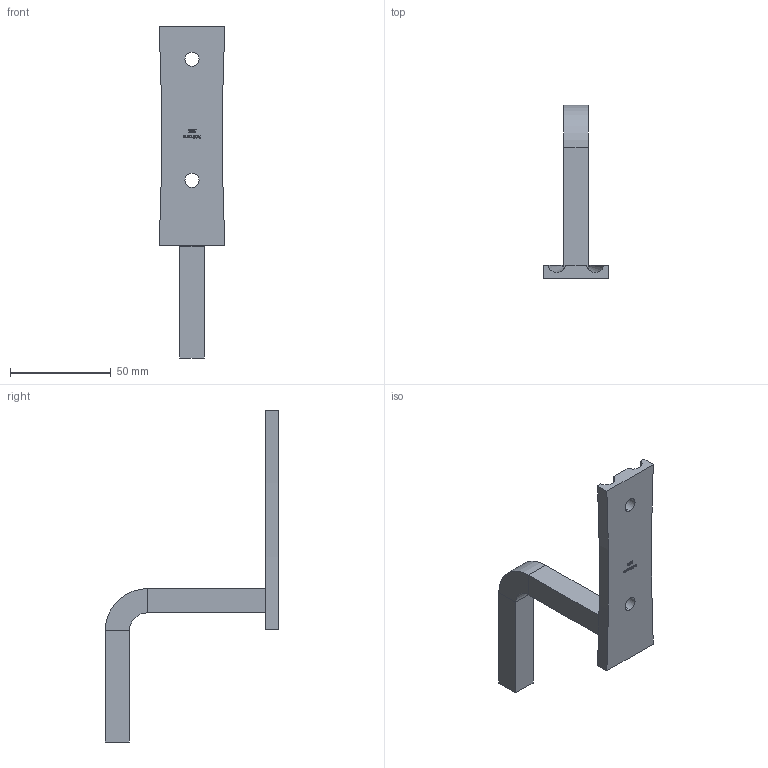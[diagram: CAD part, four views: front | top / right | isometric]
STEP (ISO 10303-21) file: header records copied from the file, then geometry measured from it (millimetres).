
FILE_DESCRIPTION (( 'STEP AP203' ), '1' );
FILE_NAME ('2501.step', '2015-09-17T14:55:40', ( '' ), ( '' ), 'SwSTEP 2.0', 'SolidWorks 2015', '' );
FILE_SCHEMA (( 'CONFIG_CONTROL_DESIGN' ));
Length unit declared in the file: millimetre
Products named in the file (1): 2501
Bounding box: 32.5 x 86 x 164.5 mm (x, y, z)
Volume: 40039.6 mm3; surface area: 15456.9 mm2
Topology: 1 solids, 1 shells, 186 faces, 493 edges, 326 vertices
Faces by surface type: plane 103, bspline 71, cylinder 8, cone 4
Entity records: 9632 total; most frequent: CARTESIAN_POINT 5417, ORIENTED_EDGE 986, DIRECTION 593, EDGE_CURVE 493, VERTEX_POINT 326, VECTOR 325, LINE 325, EDGE_LOOP 207
